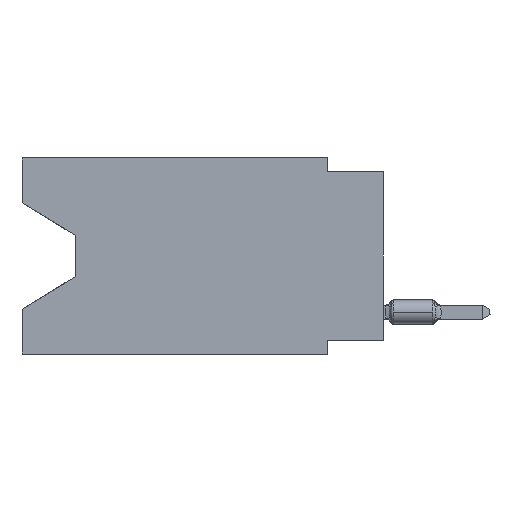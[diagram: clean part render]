
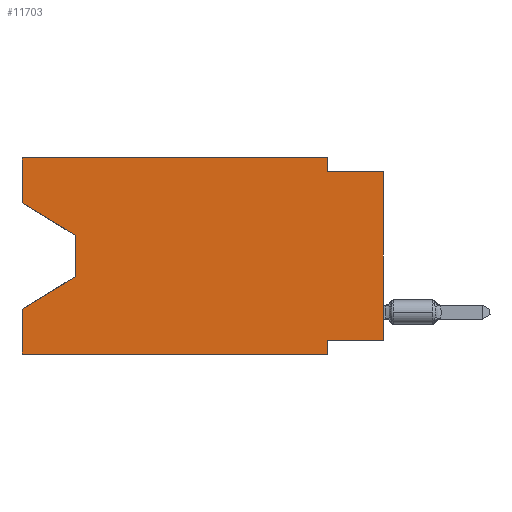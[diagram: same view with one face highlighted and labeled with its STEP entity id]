
A CAD part, left-side view. The second image highlights one B-rep face of the part: STEP entity #11703.
In plain terms, the highlighted planar face has unit normal (-1, 0, 0).
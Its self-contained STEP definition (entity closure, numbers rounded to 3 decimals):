
#215 = VERTEX_POINT ( 'NONE', #14508 ) ;
#488 = DIRECTION ( 'NONE',  ( 0., -1., 0. ) ) ;
#671 = CARTESIAN_POINT ( 'NONE',  ( 0., 16.383, 0. ) ) ;
#1140 = VECTOR ( 'NONE', #31524, 1000. ) ;
#1821 = CARTESIAN_POINT ( 'NONE',  ( 0., 0., -0.635 ) ) ;
#1979 = ORIENTED_EDGE ( 'NONE', *, *, #24579, .T. ) ;
#2272 = ORIENTED_EDGE ( 'NONE', *, *, #17930, .F. ) ;
#2388 = VERTEX_POINT ( 'NONE', #25882 ) ;
#2415 = VERTEX_POINT ( 'NONE', #4525 ) ;
#2420 = CARTESIAN_POINT ( 'NONE',  ( 0., 2.54, 0. ) ) ;
#2771 = ORIENTED_EDGE ( 'NONE', *, *, #29893, .F. ) ;
#3062 = CARTESIAN_POINT ( 'NONE',  ( 0., 13.97, -3.505 ) ) ;
#4020 = ORIENTED_EDGE ( 'NONE', *, *, #4037, .F. ) ;
#4037 = EDGE_CURVE ( 'NONE', #2415, #15265, #29198, .T. ) ;
#4101 = DIRECTION ( 'NONE',  ( 0., 0., -1. ) ) ;
#4417 = DIRECTION ( 'NONE',  ( 0., 0., -1. ) ) ;
#4444 = CARTESIAN_POINT ( 'NONE',  ( 0., 16.383, -2.038 ) ) ;
#4525 = CARTESIAN_POINT ( 'NONE',  ( 0., 16.383, 0. ) ) ;
#4726 = VECTOR ( 'NONE', #28263, 1000. ) ;
#5152 = CARTESIAN_POINT ( 'NONE',  ( 0., 16.383, -8.89 ) ) ;
#5305 = DIRECTION ( 'NONE',  ( 0., -1., 0. ) ) ;
#5337 = CARTESIAN_POINT ( 'NONE',  ( 0., 13.97, -5.385 ) ) ;
#5712 = CARTESIAN_POINT ( 'NONE',  ( 0., 0., -0.635 ) ) ;
#6159 = VERTEX_POINT ( 'NONE', #5712 ) ;
#6386 = CARTESIAN_POINT ( 'NONE',  ( 0., 13.97, -3.505 ) ) ;
#7008 = CARTESIAN_POINT ( 'NONE',  ( 0., 16.383, 0. ) ) ;
#8019 = VECTOR ( 'NONE', #30505, 1000. ) ;
#8403 = CARTESIAN_POINT ( 'NONE',  ( 0., 16.383, 0. ) ) ;
#8701 = VERTEX_POINT ( 'NONE', #15370 ) ;
#9364 = CARTESIAN_POINT ( 'NONE',  ( 0., 2.54, 0. ) ) ;
#10138 = ORIENTED_EDGE ( 'NONE', *, *, #32764, .T. ) ;
#10693 = CARTESIAN_POINT ( 'NONE',  ( 0., 16.383, -2.038 ) ) ;
#11131 = VERTEX_POINT ( 'NONE', #3062 ) ;
#11703 = ADVANCED_FACE ( 'NONE', ( #12148 ), #29100, .F. ) ;
#12148 = FACE_OUTER_BOUND ( 'NONE', #16147, .T. ) ;
#12298 = DIRECTION ( 'NONE',  ( 0., 0., -1. ) ) ;
#12471 = VECTOR ( 'NONE', #4417, 1000. ) ;
#12821 = CARTESIAN_POINT ( 'NONE',  ( 0., 2.54, -8.89 ) ) ;
#13698 = LINE ( 'NONE', #16434, #20953 ) ;
#13940 = CARTESIAN_POINT ( 'NONE',  ( 0., 2.54, -8.89 ) ) ;
#14508 = CARTESIAN_POINT ( 'NONE',  ( 0., 13.97, -5.385 ) ) ;
#14968 = LINE ( 'NONE', #1821, #34302 ) ;
#15226 = LINE ( 'NONE', #4444, #25024 ) ;
#15265 = VERTEX_POINT ( 'NONE', #2420 ) ;
#15370 = CARTESIAN_POINT ( 'NONE',  ( 0., 2.54, -8.255 ) ) ;
#16147 = EDGE_LOOP ( 'NONE', ( #1979, #19525, #10138, #2272, #27960, #28705, #2771, #19280, #24287, #17811, #4020, #30464 ) ) ;
#16434 = CARTESIAN_POINT ( 'NONE',  ( 0., 16.383, -8.89 ) ) ;
#16594 = CARTESIAN_POINT ( 'NONE',  ( 0., 2.54, -0.635 ) ) ;
#17507 = VERTEX_POINT ( 'NONE', #13940 ) ;
#17811 = ORIENTED_EDGE ( 'NONE', *, *, #19487, .F. ) ;
#17826 = VECTOR ( 'NONE', #12298, 1000. ) ;
#17930 = EDGE_CURVE ( 'NONE', #23082, #2388, #23333, .T. ) ;
#17938 = VECTOR ( 'NONE', #29976, 1000. ) ;
#18269 = LINE ( 'NONE', #9364, #12471 ) ;
#19280 = ORIENTED_EDGE ( 'NONE', *, *, #24909, .T. ) ;
#19381 = CARTESIAN_POINT ( 'NONE',  ( 0., 16.383, 0. ) ) ;
#19487 = EDGE_CURVE ( 'NONE', #15265, #22699, #18269, .T. ) ;
#19525 = ORIENTED_EDGE ( 'NONE', *, *, #32226, .T. ) ;
#20555 = CARTESIAN_POINT ( 'NONE',  ( 0., 0., -8.255 ) ) ;
#20750 = EDGE_CURVE ( 'NONE', #8701, #17507, #23410, .T. ) ;
#20953 = VECTOR ( 'NONE', #5305, 1000. ) ;
#22699 = VERTEX_POINT ( 'NONE', #16594 ) ;
#23082 = VERTEX_POINT ( 'NONE', #5152 ) ;
#23116 = LINE ( 'NONE', #20555, #1140 ) ;
#23268 = DIRECTION ( 'NONE',  ( 1., 0., 0. ) ) ;
#23333 = LINE ( 'NONE', #8403, #33919 ) ;
#23410 = LINE ( 'NONE', #12821, #17826 ) ;
#23415 = VECTOR ( 'NONE', #27950, 1000. ) ;
#23601 = DIRECTION ( 'NONE',  ( 0., -0.855, -0.519 ) ) ;
#24287 = ORIENTED_EDGE ( 'NONE', *, *, #33428, .F. ) ;
#24579 = EDGE_CURVE ( 'NONE', #33924, #11131, #15226, .T. ) ;
#24909 = EDGE_CURVE ( 'NONE', #30867, #6159, #31601, .T. ) ;
#25024 = VECTOR ( 'NONE', #23601, 1000. ) ;
#25882 = CARTESIAN_POINT ( 'NONE',  ( 0., 16.383, -6.852 ) ) ;
#27770 = LINE ( 'NONE', #5337, #17938 ) ;
#27950 = DIRECTION ( 'NONE',  ( 0., 0., 1. ) ) ;
#27960 = ORIENTED_EDGE ( 'NONE', *, *, #28595, .T. ) ;
#28263 = DIRECTION ( 'NONE',  ( 0., 0., -1. ) ) ;
#28595 = EDGE_CURVE ( 'NONE', #23082, #17507, #13698, .T. ) ;
#28705 = ORIENTED_EDGE ( 'NONE', *, *, #20750, .F. ) ;
#29100 = PLANE ( 'NONE',  #31094 ) ;
#29198 = LINE ( 'NONE', #671, #32940 ) ;
#29893 = EDGE_CURVE ( 'NONE', #30867, #8701, #23116, .T. ) ;
#29976 = DIRECTION ( 'NONE',  ( 0., 0.855, -0.519 ) ) ;
#30464 = ORIENTED_EDGE ( 'NONE', *, *, #32813, .F. ) ;
#30505 = DIRECTION ( 'NONE',  ( 0., 0., 1. ) ) ;
#30867 = VERTEX_POINT ( 'NONE', #32448 ) ;
#31094 = AXIS2_PLACEMENT_3D ( 'NONE', #7008, #23268, #4101 ) ;
#31237 = CARTESIAN_POINT ( 'NONE',  ( 0., 0., 0. ) ) ;
#31524 = DIRECTION ( 'NONE',  ( 0., 1., 0. ) ) ;
#31601 = LINE ( 'NONE', #31237, #23415 ) ;
#32106 = DIRECTION ( 'NONE',  ( 0., -1., 0. ) ) ;
#32226 = EDGE_CURVE ( 'NONE', #11131, #215, #33930, .T. ) ;
#32448 = CARTESIAN_POINT ( 'NONE',  ( 0., 0., -8.255 ) ) ;
#32764 = EDGE_CURVE ( 'NONE', #215, #2388, #27770, .T. ) ;
#32813 = EDGE_CURVE ( 'NONE', #33924, #2415, #33258, .T. ) ;
#32940 = VECTOR ( 'NONE', #488, 1000. ) ;
#33258 = LINE ( 'NONE', #19381, #8019 ) ;
#33400 = DIRECTION ( 'NONE',  ( 0., 0., 1. ) ) ;
#33428 = EDGE_CURVE ( 'NONE', #22699, #6159, #14968, .T. ) ;
#33919 = VECTOR ( 'NONE', #33400, 1000. ) ;
#33924 = VERTEX_POINT ( 'NONE', #10693 ) ;
#33930 = LINE ( 'NONE', #6386, #4726 ) ;
#34302 = VECTOR ( 'NONE', #32106, 1000. ) ;
